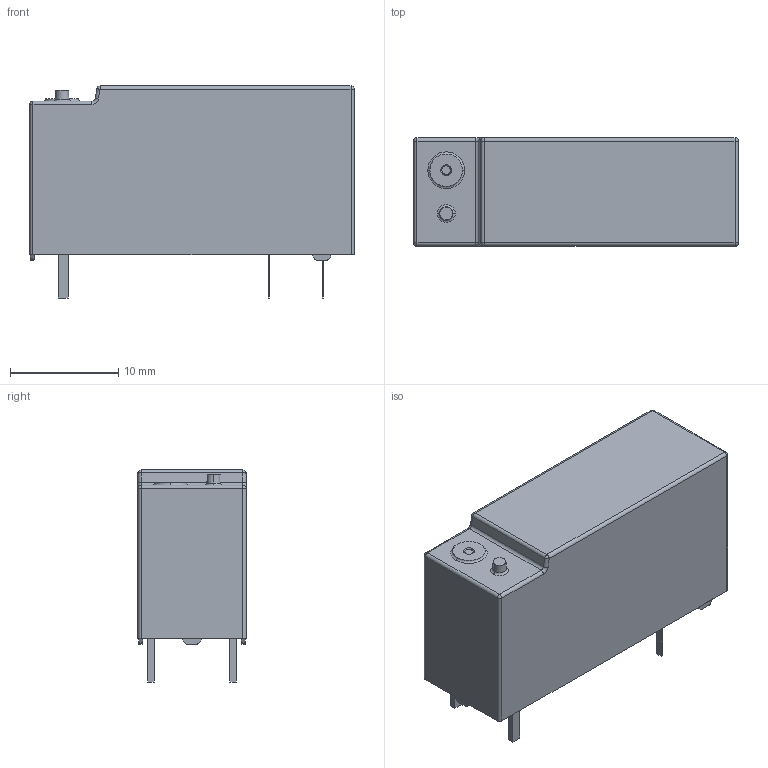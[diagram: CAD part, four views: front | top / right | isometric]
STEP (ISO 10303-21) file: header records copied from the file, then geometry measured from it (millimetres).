
FILE_DESCRIPTION (( 'STEP AP214' ), '1' );
FILE_NAME ('RM96 1Z_1R.STEP', '2014-10-01T10:09:45', ( '' ), ( '' ), 'SwSTEP 2.0', 'SolidWorks 2012', '' );
FILE_SCHEMA (( 'AUTOMOTIVE_DESIGN' ));
Length unit declared in the file: millimetre
Products named in the file (1): RM96 1Z_1R
Bounding box: 30 x 10 x 19.6 mm (x, y, z)
Volume: 4548.5 mm3; surface area: 1908.8 mm2
Topology: 1 solids, 1 shells, 96 faces, 224 edges, 136 vertices
Faces by surface type: plane 56, cylinder 24, torus 8, sphere 6, cone 2
Entity records: 2902 total; most frequent: CARTESIAN_POINT 499, DIRECTION 446, ORIENTED_EDGE 436, EDGE_CURVE 218, VECTOR 152, LINE 152, AXIS2_PLACEMENT_3D 147, VERTEX_POINT 136
